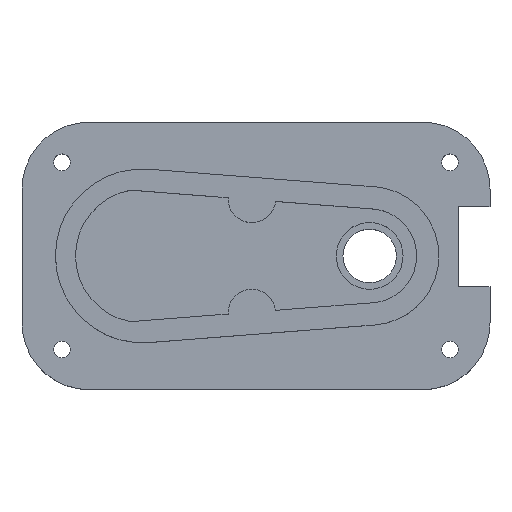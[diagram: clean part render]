
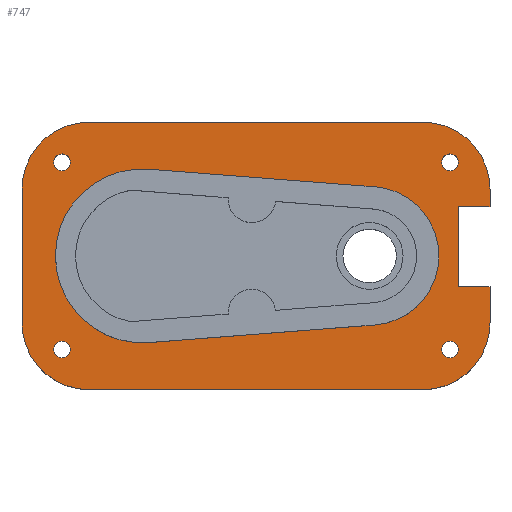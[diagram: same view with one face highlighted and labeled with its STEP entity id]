
A CAD part, top view. The second image highlights one B-rep face of the part: STEP entity #747.
In plain terms, the highlighted planar face has unit normal (0, 0, 1).
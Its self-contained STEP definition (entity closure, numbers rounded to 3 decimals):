
#393=CARTESIAN_POINT('POINT31',(0.25,1.,0.5));
#394=VERTEX_POINT('VERTEX31',#393);
#402=CARTESIAN_POINT('POINT32',(0.944,
   1.648,0.5));
#403=VERTEX_POINT('VERTEX32',#402);
#410=CARTESIAN_POINT('POS44',(0.9,1.,0.5));
#411=DIRECTION('DIR63',(0.,0.,1.));
#412=DIRECTION('DIR64',(1.,0.,0.));
#413=AXIS2_PLACEMENT_3D('AXIS20',#410,#411,#412);
#414=CIRCLE('ELLIPSE11',#413,0.65);
#415=EDGE_CURVE('EDGE45',#403,#394,#414,.T.);
#426=CARTESIAN_POINT('POINT33',(0.944,
   0.352,0.5));
#427=VERTEX_POINT('VERTEX33',#426);
#428=EDGE_CURVE('EDGE46',#394,#427,#414,.T.);
#440=CARTESIAN_POINT('POINT34',(2.64,
   0.484,0.5));
#441=VERTEX_POINT('VERTEX34',#440);
#442=CARTESIAN_POINT('POS47',(0.944,
   0.352,0.5));
#443=DIRECTION('DIR68',(0.997,0.078,
   0.));
#444=VECTOR('VEC26',#443,1.);
#445=LINE('STRAIGHT26',#442,#444);
#446=EDGE_CURVE('EDGE48',#427,#441,#445,.T.);
#464=CARTESIAN_POINT('POINT35',(3.118,1.,0.5)
   );
#465=VERTEX_POINT('VERTEX35',#464);
#474=CARTESIAN_POINT('POS51',(2.6,1.,0.5));
#475=DIRECTION('DIR73',(0.,0.,1.));
#476=DIRECTION('DIR74',(1.,0.,0.));
#477=AXIS2_PLACEMENT_3D('AXIS23',#474,#475,#476);
#478=CIRCLE('ELLIPSE12',#477,0.518);
#479=EDGE_CURVE('EDGE51',#441,#465,#478,.T.);
#490=CARTESIAN_POINT('POINT36',(2.64,
   1.516,0.5));
#491=VERTEX_POINT('VERTEX36',#490);
#492=EDGE_CURVE('EDGE52',#465,#491,#478,.T.);
#504=CARTESIAN_POINT('POS54',(2.64,1.516,
   0.5));
#505=DIRECTION('DIR78',(-0.997,0.078,
   0.));
#506=VECTOR('VEC30',#505,1.);
#507=LINE('STRAIGHT30',#504,#506);
#508=EDGE_CURVE('EDGE54',#491,#403,#507,.T.);
#556=CARTESIAN_POINT('POINT39',(3.265,
   1.369,0.5));
#557=VERTEX_POINT('VERTEX39',#556);
#558=CARTESIAN_POINT('POINT40',(3.5,1.369,0.5)
   );
#559=VERTEX_POINT('VERTEX40',#558);
#560=CARTESIAN_POINT('POS58',(3.265,
   1.369,0.5));
#561=DIRECTION('DIR85',(1.,0.,0.));
#562=VECTOR('VEC31',#561,1.);
#563=LINE('STRAIGHT31',#560,#562);
#564=EDGE_CURVE('EDGE57',#557,#559,#563,.T.);
#565=ORIENTED_EDGE('COEDGE105',*,*,#564,.T.);
#566=CARTESIAN_POINT('POINT41',(3.5,1.5,0.5));
#567=VERTEX_POINT('VERTEX41',#566);
#568=CARTESIAN_POINT('POS59',(3.5,1.369,0.5));
#569=DIRECTION('DIR86',(0.,1.,0.));
#570=VECTOR('VEC32',#569,1.);
#571=LINE('STRAIGHT32',#568,#570);
#572=EDGE_CURVE('EDGE58',#559,#567,#571,.T.);
#573=ORIENTED_EDGE('COEDGE106',*,*,#572,.T.);
#574=CARTESIAN_POINT('POINT42',(3.,2.,0.5));
#575=VERTEX_POINT('VERTEX42',#574);
#576=CARTESIAN_POINT('POS60',(3.,1.5,0.5));
#577=DIRECTION('DIR87',(0.,0.,-1.));
#578=DIRECTION('DIR88',(1.,0.,0.));
#579=AXIS2_PLACEMENT_3D('AXIS28',#576,#577,#578);
#580=CIRCLE('ELLIPSE14',#579,0.5);
#581=EDGE_CURVE('EDGE59',#575,#567,#580,.T.);
#582=ORIENTED_EDGE('COEDGE107',*,*,#581,.F.);
#583=CARTESIAN_POINT('POINT43',(0.5,2.,0.5));
#584=VERTEX_POINT('VERTEX43',#583);
#585=CARTESIAN_POINT('POS61',(3.,2.,0.5));
#586=DIRECTION('DIR89',(-1.,0.,
   0.));
#587=VECTOR('VEC33',#586,1.);
#588=LINE('STRAIGHT33',#585,#587);
#589=EDGE_CURVE('EDGE60',#575,#584,#588,.T.);
#590=ORIENTED_EDGE('COEDGE108',*,*,#589,.T.);
#591=CARTESIAN_POINT('POINT44',(0.,1.5,0.5));
#592=VERTEX_POINT('VERTEX44',#591);
#593=CARTESIAN_POINT('POS62',(0.5,1.5,0.5));
#594=DIRECTION('DIR90',(0.,0.,-1.));
#595=DIRECTION('DIR91',(1.,0.,0.));
#596=AXIS2_PLACEMENT_3D('AXIS29',#593,#594,#595);
#597=CIRCLE('ELLIPSE15',#596,0.5);
#598=EDGE_CURVE('EDGE61',#592,#584,#597,.T.);
#599=ORIENTED_EDGE('COEDGE109',*,*,#598,.F.);
#600=CARTESIAN_POINT('POINT45',(0.,0.5,0.5));
#601=VERTEX_POINT('VERTEX45',#600);
#602=CARTESIAN_POINT('POS63',(0.,1.5,0.5));
#603=DIRECTION('DIR92',(0.,-1.,0.));
#604=VECTOR('VEC34',#603,1.);
#605=LINE('STRAIGHT34',#602,#604);
#606=EDGE_CURVE('EDGE62',#592,#601,#605,.T.);
#607=ORIENTED_EDGE('COEDGE110',*,*,#606,.T.);
#608=CARTESIAN_POINT('POINT46',(0.5,0.,0.5));
#609=VERTEX_POINT('VERTEX46',#608);
#610=CARTESIAN_POINT('POS64',(0.5,0.5,0.5));
#611=DIRECTION('DIR93',(0.,0.,-1.));
#612=DIRECTION('DIR94',(1.,0.,0.));
#613=AXIS2_PLACEMENT_3D('AXIS30',#610,#611,#612);
#614=CIRCLE('ELLIPSE16',#613,0.5);
#615=EDGE_CURVE('EDGE63',#609,#601,#614,.T.);
#616=ORIENTED_EDGE('COEDGE111',*,*,#615,.F.);
#617=CARTESIAN_POINT('POINT47',(3.,0.,0.5));
#618=VERTEX_POINT('VERTEX47',#617);
#619=CARTESIAN_POINT('POS65',(0.5,0.,0.5));
#620=DIRECTION('DIR95',(1.,0.,0.));
#621=VECTOR('VEC35',#620,1.);
#622=LINE('STRAIGHT35',#619,#621);
#623=EDGE_CURVE('EDGE64',#609,#618,#622,.T.);
#624=ORIENTED_EDGE('COEDGE112',*,*,#623,.T.);
#625=CARTESIAN_POINT('POINT48',(3.5,0.5,0.5));
#626=VERTEX_POINT('VERTEX48',#625);
#627=CARTESIAN_POINT('POS66',(3.,0.5,0.5));
#628=DIRECTION('DIR96',(0.,0.,-1.));
#629=DIRECTION('DIR97',(1.,0.,0.));
#630=AXIS2_PLACEMENT_3D('AXIS31',#627,#628,#629);
#631=CIRCLE('ELLIPSE17',#630,0.5);
#632=EDGE_CURVE('EDGE65',#626,#618,#631,.T.);
#633=ORIENTED_EDGE('COEDGE113',*,*,#632,.F.);
#634=CARTESIAN_POINT('POINT49',(3.5,0.769,0.5)
   );
#635=VERTEX_POINT('VERTEX49',#634);
#636=CARTESIAN_POINT('POS67',(3.5,0.5,0.5));
#637=DIRECTION('DIR98',(0.,1.,0.));
#638=VECTOR('VEC36',#637,1.);
#639=LINE('STRAIGHT36',#636,#638);
#640=EDGE_CURVE('EDGE66',#626,#635,#639,.T.);
#641=ORIENTED_EDGE('COEDGE114',*,*,#640,.T.);
#642=CARTESIAN_POINT('POINT50',(3.265,
   0.769,0.5));
#643=VERTEX_POINT('VERTEX50',#642);
#644=CARTESIAN_POINT('POS68',(3.5,0.769,0.5));
#645=DIRECTION('DIR99',(-1.,0.,0.));
#646=VECTOR('VEC37',#645,1.);
#647=LINE('STRAIGHT37',#644,#646);
#648=EDGE_CURVE('EDGE67',#635,#643,#647,.T.);
#649=ORIENTED_EDGE('COEDGE115',*,*,#648,.T.);
#650=CARTESIAN_POINT('POS69',(3.265,
   0.769,0.5));
#651=DIRECTION('DIR100',(0.,1.,0.));
#652=VECTOR('VEC38',#651,1.);
#653=LINE('STRAIGHT38',#650,#652);
#654=EDGE_CURVE('EDGE68',#643,#557,#653,.T.);
#655=ORIENTED_EDGE('COEDGE116',*,*,#654,.T.);
#656=EDGE_LOOP('NONE',(#565,#573,#582,#590,#599,#607,#616,#624,#633,#641
   ,#649,#655));
#657=FACE_BOUND('LOOP1',#656,.T.);
#658=CARTESIAN_POINT('POINT51',(3.2,0.363,0.5));
#659=VERTEX_POINT('VERTEX51',#658);
#660=CARTESIAN_POINT('POINT52',(3.138,0.3,0.5));
#661=VERTEX_POINT('VERTEX52',#660);
#662=CARTESIAN_POINT('POS70',(3.2,0.3,0.5));
#663=DIRECTION('DIR101',(0.,0.,1.));
#664=DIRECTION('DIR102',(1.,0.,0.));
#665=AXIS2_PLACEMENT_3D('AXIS32',#662,#663,#664);
#666=CIRCLE('ELLIPSE18',#665,0.063);
#667=EDGE_CURVE('EDGE69',#659,#661,#666,.T.);
#668=ORIENTED_EDGE('COEDGE117',*,*,#667,.F.);
#669=CARTESIAN_POINT('POINT53',(3.263,0.3,0.5));
#670=VERTEX_POINT('VERTEX53',#669);
#671=EDGE_CURVE('EDGE70',#670,#659,#666,.T.);
#672=ORIENTED_EDGE('COEDGE118',*,*,#671,.F.);
#673=EDGE_CURVE('EDGE71',#661,#670,#666,.T.);
#674=ORIENTED_EDGE('COEDGE119',*,*,#673,.F.);
#675=EDGE_LOOP('NONE',(#668,#672,#674));
#676=FACE_BOUND('LOOP1',#675,.T.);
#677=CARTESIAN_POINT('POINT54',(3.2,1.763,0.5));
#678=VERTEX_POINT('VERTEX54',#677);
#679=CARTESIAN_POINT('POINT55',(3.138,1.7,0.5));
#680=VERTEX_POINT('VERTEX55',#679);
#681=CARTESIAN_POINT('POS71',(3.2,1.7,0.5));
#682=DIRECTION('DIR103',(0.,0.,1.));
#683=DIRECTION('DIR104',(1.,0.,0.));
#684=AXIS2_PLACEMENT_3D('AXIS33',#681,#682,#683);
#685=CIRCLE('ELLIPSE19',#684,0.063);
#686=EDGE_CURVE('EDGE72',#678,#680,#685,.T.);
#687=ORIENTED_EDGE('COEDGE120',*,*,#686,.F.);
#688=CARTESIAN_POINT('POINT56',(3.263,1.7,0.5));
#689=VERTEX_POINT('VERTEX56',#688);
#690=EDGE_CURVE('EDGE73',#689,#678,#685,.T.);
#691=ORIENTED_EDGE('COEDGE121',*,*,#690,.F.);
#692=EDGE_CURVE('EDGE74',#680,#689,#685,.T.);
#693=ORIENTED_EDGE('COEDGE122',*,*,#692,.F.);
#694=EDGE_LOOP('NONE',(#687,#691,#693));
#695=FACE_BOUND('LOOP1',#694,.T.);
#696=CARTESIAN_POINT('POINT57',(0.3,1.763,
   0.5));
#697=VERTEX_POINT('VERTEX57',#696);
#698=CARTESIAN_POINT('POINT58',(0.238,1.7,0.5)
   );
#699=VERTEX_POINT('VERTEX58',#698);
#700=CARTESIAN_POINT('POS72',(0.3,1.7,0.5));
#701=DIRECTION('DIR105',(0.,0.,1.));
#702=DIRECTION('DIR106',(1.,0.,0.));
#703=AXIS2_PLACEMENT_3D('AXIS34',#700,#701,#702);
#704=CIRCLE('ELLIPSE20',#703,0.063);
#705=EDGE_CURVE('EDGE75',#697,#699,#704,.T.);
#706=ORIENTED_EDGE('COEDGE123',*,*,#705,.F.);
#707=CARTESIAN_POINT('POINT59',(0.363,1.7,0.5)
   );
#708=VERTEX_POINT('VERTEX59',#707);
#709=EDGE_CURVE('EDGE76',#708,#697,#704,.T.);
#710=ORIENTED_EDGE('COEDGE124',*,*,#709,.F.);
#711=EDGE_CURVE('EDGE77',#699,#708,#704,.T.);
#712=ORIENTED_EDGE('COEDGE125',*,*,#711,.F.);
#713=EDGE_LOOP('NONE',(#706,#710,#712));
#714=FACE_BOUND('LOOP1',#713,.T.);
#715=CARTESIAN_POINT('POINT60',(0.3,0.363,0.5)
   );
#716=VERTEX_POINT('VERTEX60',#715);
#717=CARTESIAN_POINT('POINT61',(0.238,0.3,0.5));
#718=VERTEX_POINT('VERTEX61',#717);
#719=CARTESIAN_POINT('POS73',(0.3,0.3,0.5));
#720=DIRECTION('DIR107',(0.,0.,1.));
#721=DIRECTION('DIR108',(1.,0.,0.));
#722=AXIS2_PLACEMENT_3D('AXIS35',#719,#720,#721);
#723=CIRCLE('ELLIPSE21',#722,0.063);
#724=EDGE_CURVE('EDGE78',#716,#718,#723,.T.);
#725=ORIENTED_EDGE('COEDGE126',*,*,#724,.F.);
#726=CARTESIAN_POINT('POINT62',(0.363,0.3,0.5));
#727=VERTEX_POINT('VERTEX62',#726);
#728=EDGE_CURVE('EDGE79',#727,#716,#723,.T.);
#729=ORIENTED_EDGE('COEDGE127',*,*,#728,.F.);
#730=EDGE_CURVE('EDGE80',#718,#727,#723,.T.);
#731=ORIENTED_EDGE('COEDGE128',*,*,#730,.F.);
#732=EDGE_LOOP('NONE',(#725,#729,#731));
#733=FACE_BOUND('LOOP1',#732,.T.);
#734=ORIENTED_EDGE('COEDGE129',*,*,#508,.F.);
#735=ORIENTED_EDGE('COEDGE130',*,*,#492,.F.);
#736=ORIENTED_EDGE('COEDGE131',*,*,#479,.F.);
#737=ORIENTED_EDGE('COEDGE132',*,*,#446,.F.);
#738=ORIENTED_EDGE('COEDGE133',*,*,#428,.F.);
#739=ORIENTED_EDGE('COEDGE134',*,*,#415,.F.);
#740=EDGE_LOOP('NONE',(#734,#735,#736,#737,#738,#739));
#741=FACE_BOUND('LOOP1',#740,.T.);
#742=CARTESIAN_POINT('POS74',(3.5,0.,0.5))
   ;
#743=DIRECTION('DIR109',(0.,0.,1.));
#744=DIRECTION('DIR110',(1.,0.,0.));
#745=AXIS2_PLACEMENT_3D('AXIS36',#742,#743,#744);
#746=PLANE('PLANE9',#745);
#747=ADVANCED_FACE('FACE21',(#657,#676,#695,#714,#733,#741),#746,.T.);
